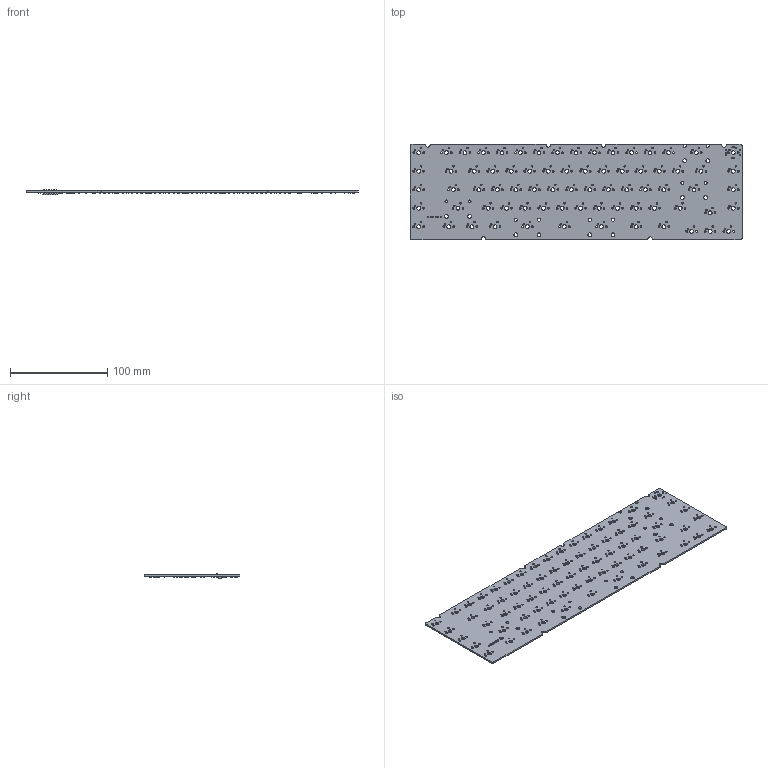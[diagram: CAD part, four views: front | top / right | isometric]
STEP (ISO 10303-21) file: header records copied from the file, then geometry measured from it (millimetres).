
FILE_DESCRIPTION(('KiCad electronic assembly'),'2;1');
FILE_NAME('kb.step','2025-02-16T12:33:48',('Pcbnew'),('Kicad'), 'Open CASCADE STEP processor 7.8','KiCad to STEP converter','Unknown' );
FILE_SCHEMA(('AUTOMOTIVE_DESIGN { 1 0 10303 214 1 1 1 1 }'));
Length unit declared in the file: millimetre
Products named in the file (18): kb 1; D_SOD-123; D_SOD_123; PinHeader_1x06_P2.54mm_Horizontal; PinHeader_1x06_P254mm_Horizontal; C_0603_1608Metric; R_0603_1608Metric; LED_0402_1005Metric; C_0402_1005Metric; QFN-48-1EP_7x7mm_P0.5mm_EP5.15x5.15mm; QFN-48-1EP_7x7mm_Pitch0.5mm; SOT-23-5; SOT_23_5; kb_PCB
Assembly tree (121 placements, depth 3):
  kb 1
    D_SOD-123  x74
      D_SOD_123
    PinHeader_1x06_P2.54mm_Horizontal
      PinHeader_1x06_P254mm_Horizontal
    C_0603_1608Metric  x15
      C_0603_1608Metric
    R_0603_1608Metric  x16
      R_0603_1608Metric
    LED_0402_1005Metric  x2
      LED_0402_1005Metric
    C_0402_1005Metric  x2
      C_0402_1005Metric
    QFN-48-1EP_7x7mm_P0.5mm_EP5.15x5.15mm
      QFN-48-1EP_7x7mm_Pitch0.5mm
    SOT-23-5
      SOT_23_5
    kb_PCB
Bounding box: 341.75 x 98.75 x 5.54 mm (x, y, z)
Volume: 51599.6 mm3; surface area: 71773.8 mm2
Topology: 113 solids, 113 shells, 6992 faces, 17090 edges, 10448 vertices
Faces by surface type: plane 3597, bspline 1953, cylinder 1442
Full cylindrical faces by diameter (mm): 0.5 x1, 1 x11, 1.524 x148, 1.75 x148, 3.048 x10, 3.988 x84
Entity records: 48063 total; most frequent: CARTESIAN_POINT 7327, DIRECTION 7121, ORIENTED_EDGE 6938, EDGE_CURVE 3469, AXIS2_PLACEMENT_3D 2408, LINE 2305, VECTOR 2305, VERTEX_POINT 2266
